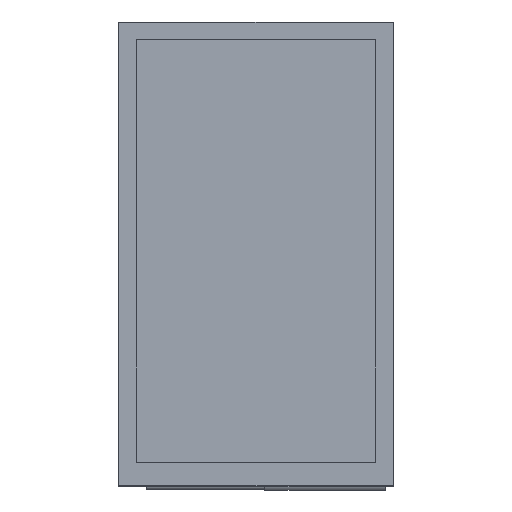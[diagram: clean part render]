
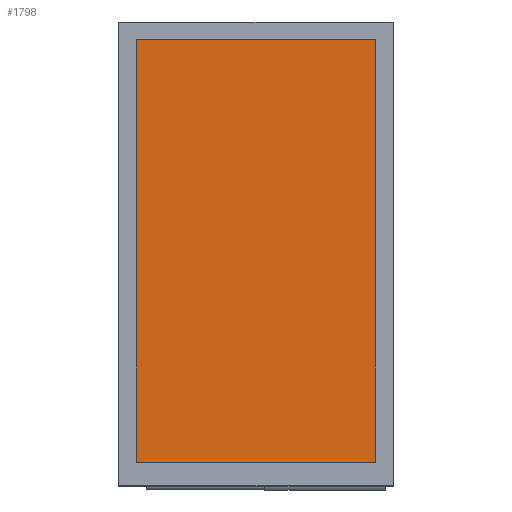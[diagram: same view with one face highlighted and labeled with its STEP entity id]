
A CAD part, top view. The second image highlights one B-rep face of the part: STEP entity #1798.
In plain terms, the highlighted planar face has unit normal (0, 0, 1).
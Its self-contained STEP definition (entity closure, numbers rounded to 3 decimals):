
#1679 = VERTEX_POINT('',#1680);
#1680 = CARTESIAN_POINT('',(-34.52,60.98,3.9));
#1697 = VERTEX_POINT('',#1698);
#1698 = CARTESIAN_POINT('',(-34.52,-60.98,3.9));
#1704 = EDGE_CURVE('',#1679,#1697,#1705,.T.);
#1705 = LINE('',#1706,#1707);
#1706 = CARTESIAN_POINT('',(-34.52,60.98,3.9));
#1707 = VECTOR('',#1708,1.);
#1708 = DIRECTION('',(0.,-1.,0.));
#1728 = VERTEX_POINT('',#1729);
#1729 = CARTESIAN_POINT('',(34.52,-60.98,3.9));
#1735 = EDGE_CURVE('',#1697,#1728,#1736,.T.);
#1736 = LINE('',#1737,#1738);
#1737 = CARTESIAN_POINT('',(-34.52,-60.98,3.9));
#1738 = VECTOR('',#1739,1.);
#1739 = DIRECTION('',(1.,0.,0.));
#1759 = VERTEX_POINT('',#1760);
#1760 = CARTESIAN_POINT('',(34.52,60.98,3.9));
#1766 = EDGE_CURVE('',#1728,#1759,#1767,.T.);
#1767 = LINE('',#1768,#1769);
#1768 = CARTESIAN_POINT('',(34.52,-60.98,3.9));
#1769 = VECTOR('',#1770,1.);
#1770 = DIRECTION('',(0.,1.,0.));
#1788 = EDGE_CURVE('',#1759,#1679,#1789,.T.);
#1789 = LINE('',#1790,#1791);
#1790 = CARTESIAN_POINT('',(34.52,60.98,3.9));
#1791 = VECTOR('',#1792,1.);
#1792 = DIRECTION('',(-1.,0.,0.));
#1798 = ADVANCED_FACE('',(#1799),#1805,.T.);
#1799 = FACE_BOUND('',#1800,.T.);
#1800 = EDGE_LOOP('',(#1801,#1802,#1803,#1804));
#1801 = ORIENTED_EDGE('',*,*,#1704,.T.);
#1802 = ORIENTED_EDGE('',*,*,#1735,.T.);
#1803 = ORIENTED_EDGE('',*,*,#1766,.T.);
#1804 = ORIENTED_EDGE('',*,*,#1788,.T.);
#1805 = PLANE('',#1806);
#1806 = AXIS2_PLACEMENT_3D('',#1807,#1808,#1809);
#1807 = CARTESIAN_POINT('',(0.,0.,3.9));
#1808 = DIRECTION('',(0.,0.,1.));
#1809 = DIRECTION('',(1.,0.,0.));
